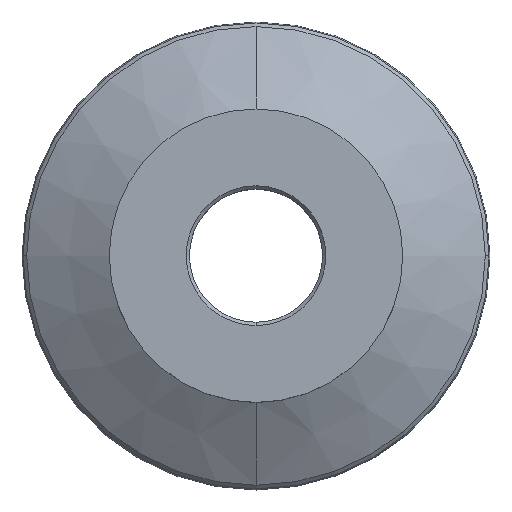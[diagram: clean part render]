
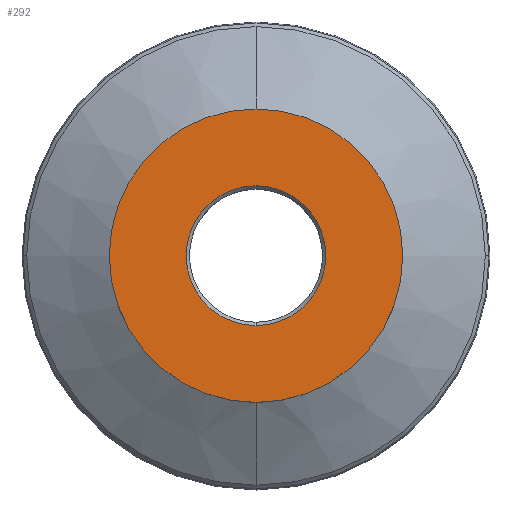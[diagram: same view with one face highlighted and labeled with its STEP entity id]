
A CAD part, top view. The second image highlights one B-rep face of the part: STEP entity #292.
In plain terms, the highlighted planar face has unit normal (0, 0, 1).
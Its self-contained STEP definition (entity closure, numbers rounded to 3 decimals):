
#292=ADVANCED_FACE('',(#829,#830),#831,.T.);
#298=VERTEX_POINT('',#837);
#342=EDGE_CURVE('',#298,#692,#891,.T.);
#348=EDGE_CURVE('',#692,#298,#897,.T.);
#400=VERTEX_POINT('',#952);
#440=VERTEX_POINT('',#993);
#470=EDGE_CURVE('',#400,#440,#1025,.T.);
#692=VERTEX_POINT('',#1265);
#780=EDGE_CURVE('',#440,#400,#1366,.T.);
#829=FACE_BOUND('',#1412,.T.);
#830=FACE_OUTER_BOUND('',#1413,.T.);
#831=PLANE('',#1414);
#837=CARTESIAN_POINT('',(0.,-35.0,0.0));
#891=CIRCLE('',#1482,35.0);
#897=CIRCLE('',#1490,35.0);
#952=CARTESIAN_POINT('',(0.0,16.669,0.0));
#993=CARTESIAN_POINT('',(0.,-16.669,0.0));
#1025=CIRCLE('',#1654,16.669);
#1265=CARTESIAN_POINT('',(0.0,35.0,0.0));
#1366=CIRCLE('',#2090,16.669);
#1412=EDGE_LOOP('',(#2137,#2138));
#1413=EDGE_LOOP('',(#2139,#2140));
#1414=AXIS2_PLACEMENT_3D('',#2141,#2142,#2143);
#1482=AXIS2_PLACEMENT_3D('',#2245,#2246,#2247);
#1490=AXIS2_PLACEMENT_3D('',#2251,#2252,#2253);
#1654=AXIS2_PLACEMENT_3D('',#2381,#2382,#2383);
#2090=AXIS2_PLACEMENT_3D('',#2854,#2855,#2856);
#2137=ORIENTED_EDGE('',*,*,#470,.T.);
#2138=ORIENTED_EDGE('',*,*,#780,.T.);
#2139=ORIENTED_EDGE('',*,*,#348,.F.);
#2140=ORIENTED_EDGE('',*,*,#342,.F.);
#2141=CARTESIAN_POINT('',(0.0,17.5,0.0));
#2142=DIRECTION('',(-0.0,0.0,1.0));
#2143=DIRECTION('',(0.0,-1.0,0.0));
#2245=CARTESIAN_POINT('',(0.0,0.0,0.0));
#2246=DIRECTION('',(0.0,0.0,-1.0));
#2247=DIRECTION('',(0.0,1.0,0.0));
#2251=CARTESIAN_POINT('',(0.0,0.0,0.0));
#2252=DIRECTION('',(0.0,0.0,-1.0));
#2253=DIRECTION('',(0.0,1.0,0.0));
#2381=CARTESIAN_POINT('',(0.0,0.0,0.0));
#2382=DIRECTION('',(-0.0,0.0,-1.0));
#2383=DIRECTION('',(0.0,1.0,0.0));
#2854=CARTESIAN_POINT('',(0.0,0.0,0.0));
#2855=DIRECTION('',(-0.0,0.0,-1.0));
#2856=DIRECTION('',(0.0,1.0,0.0));
